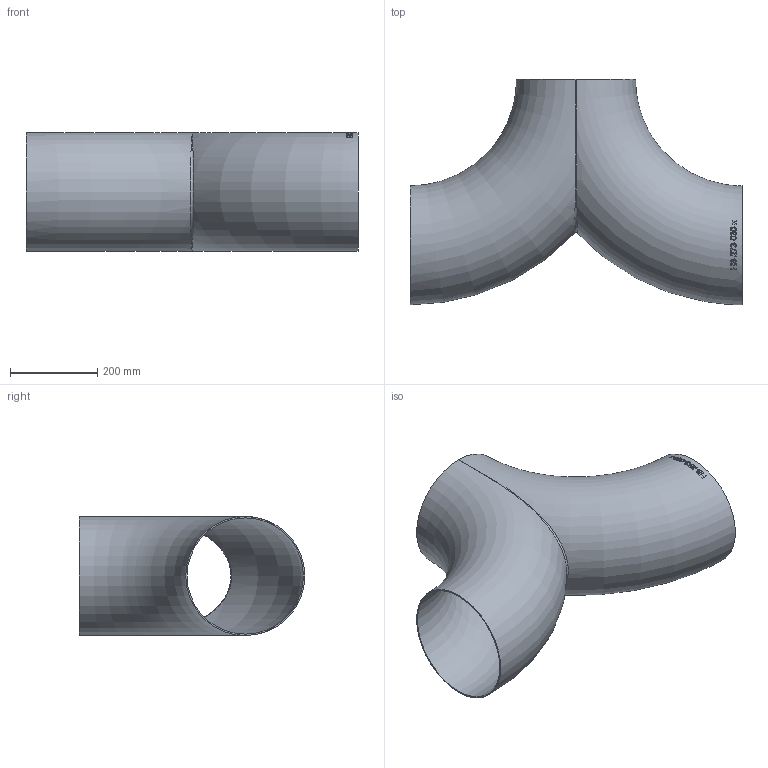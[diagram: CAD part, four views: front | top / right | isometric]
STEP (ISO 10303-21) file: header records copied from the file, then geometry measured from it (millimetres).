
FILE_DESCRIPTION (( 'STEP AP214' ), '1' );
FILE_NAME ('HB-273-030-x Hosenbogen 1909.STEP', '2019-09-17T14:34:49', ( '' ), ( '' ), 'SwSTEP 2.0', 'SolidWorks 2016', '' );
FILE_SCHEMA (( 'AUTOMOTIVE_DESIGN' ));
Length unit declared in the file: millimetre
Products named in the file (1): HB-273-030-x Hosenbogen 1909
Bounding box: 762 x 517.5 x 273.04 mm (x, y, z)
Volume: 2328648.6 mm3; surface area: 1563763.2 mm2
Topology: 1 solids, 1 shells, 152 faces, 403 edges, 264 vertices
Faces by surface type: plane 76, bspline 56, torus 20
Entity records: 11236 total; most frequent: CARTESIAN_POINT 6581, ORIENTED_EDGE 786, EDGE_CURVE 393, DIRECTION 337, VERTEX_POINT 262, B_SPLINE_CURVE_WITH_KNOTS 258, EDGE_LOOP 175, FACE_OUTER_BOUND 156
